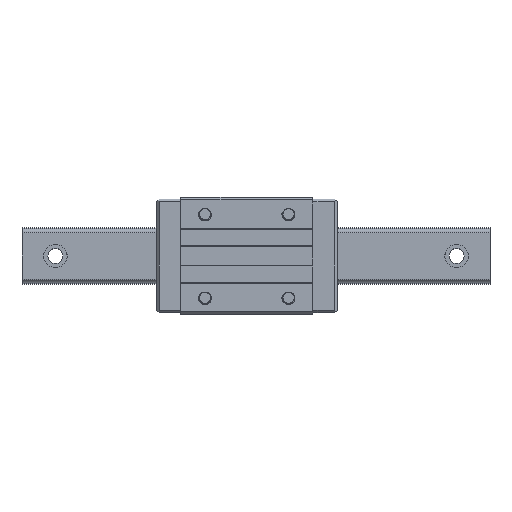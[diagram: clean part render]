
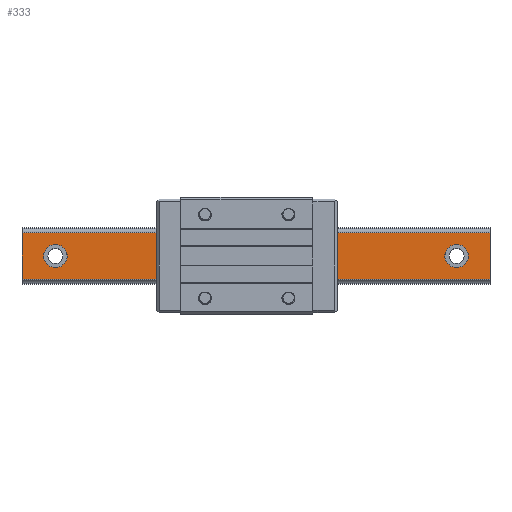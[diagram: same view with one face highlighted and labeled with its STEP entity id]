
A CAD part, top view. The second image highlights one B-rep face of the part: STEP entity #333.
In plain terms, the highlighted planar face has unit normal (0, 0, 1).
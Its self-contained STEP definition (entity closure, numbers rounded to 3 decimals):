
#333=ADVANCED_FACE('',(#1127,#1128,#1129,#1130,#1131),#494,.F.);
#494=PLANE('',#3253);
#742=LINE('',#4374,#941);
#743=LINE('',#4386,#942);
#744=LINE('',#4388,#943);
#745=LINE('',#4390,#944);
#941=VECTOR('',#3577,1.);
#942=VECTOR('',#3590,1.);
#943=VECTOR('',#3591,1.);
#944=VECTOR('',#3592,1.);
#1127=FACE_BOUND('',#1214,.T.);
#1128=FACE_BOUND('',#1215,.T.);
#1129=FACE_BOUND('',#1216,.T.);
#1130=FACE_BOUND('',#1217,.T.);
#1131=FACE_BOUND('',#1218,.T.);
#1214=EDGE_LOOP('',(#1472));
#1215=EDGE_LOOP('',(#1473));
#1216=EDGE_LOOP('',(#1474));
#1217=EDGE_LOOP('',(#1475));
#1218=EDGE_LOOP('',(#1476,#1477,#1478,#1479));
#1472=ORIENTED_EDGE('',*,*,#2693,.T.);
#1473=ORIENTED_EDGE('',*,*,#2694,.T.);
#1474=ORIENTED_EDGE('',*,*,#2695,.T.);
#1475=ORIENTED_EDGE('',*,*,#2696,.T.);
#1476=ORIENTED_EDGE('',*,*,#2697,.T.);
#1477=ORIENTED_EDGE('',*,*,#2698,.F.);
#1478=ORIENTED_EDGE('',*,*,#2699,.F.);
#1479=ORIENTED_EDGE('',*,*,#2691,.T.);
#2348=VERTEX_POINT('',#4373);
#2349=VERTEX_POINT('',#4375);
#2350=VERTEX_POINT('',#4379);
#2351=VERTEX_POINT('',#4381);
#2352=VERTEX_POINT('',#4383);
#2353=VERTEX_POINT('',#4385);
#2354=VERTEX_POINT('',#4387);
#2355=VERTEX_POINT('',#4389);
#2691=EDGE_CURVE('',#2349,#2348,#742,.T.);
#2693=EDGE_CURVE('',#2350,#2350,#3116,.T.);
#2694=EDGE_CURVE('',#2351,#2351,#3117,.T.);
#2695=EDGE_CURVE('',#2352,#2352,#3118,.T.);
#2696=EDGE_CURVE('',#2353,#2353,#3119,.T.);
#2697=EDGE_CURVE('',#2348,#2354,#743,.T.);
#2698=EDGE_CURVE('',#2355,#2354,#744,.T.);
#2699=EDGE_CURVE('',#2349,#2355,#745,.T.);
#3116=CIRCLE('',#3249,7.);
#3117=CIRCLE('',#3250,7.);
#3118=CIRCLE('',#3251,7.);
#3119=CIRCLE('',#3252,7.);
#3249=AXIS2_PLACEMENT_3D('',#4378,#3582,#3583);
#3250=AXIS2_PLACEMENT_3D('',#4380,#3584,#3585);
#3251=AXIS2_PLACEMENT_3D('',#4382,#3586,#3587);
#3252=AXIS2_PLACEMENT_3D('',#4384,#3588,#3589);
#3253=AXIS2_PLACEMENT_3D('',#4391,#3593,#3594);
#3577=DIRECTION('',(-1.,0.,0.));
#3582=DIRECTION('',(0.,0.,-1.));
#3583=DIRECTION('',(-1.,0.,0.));
#3584=DIRECTION('',(0.,0.,-1.));
#3585=DIRECTION('',(-1.,0.,0.));
#3586=DIRECTION('',(0.,0.,-1.));
#3587=DIRECTION('',(-1.,0.,0.));
#3588=DIRECTION('',(0.,0.,-1.));
#3589=DIRECTION('',(-1.,0.,0.));
#3590=DIRECTION('',(0.,-1.,0.));
#3591=DIRECTION('',(-1.,0.,0.));
#3592=DIRECTION('',(0.,-1.,0.));
#3593=DIRECTION('',(0.,0.,-1.));
#3594=DIRECTION('',(-1.,0.,0.));
#4373=CARTESIAN_POINT('',(119.689,-689.519,26.));
#4374=CARTESIAN_POINT('',(334.689,-689.519,26.));
#4375=CARTESIAN_POINT('',(399.689,-689.519,26.));
#4378=CARTESIAN_POINT('',(379.689,-703.537,26.));
#4379=CARTESIAN_POINT('',(372.689,-703.537,26.));
#4380=CARTESIAN_POINT('',(299.689,-703.537,26.));
#4381=CARTESIAN_POINT('',(292.689,-703.537,26.));
#4382=CARTESIAN_POINT('',(219.689,-703.537,26.));
#4383=CARTESIAN_POINT('',(212.689,-703.537,26.));
#4384=CARTESIAN_POINT('',(139.689,-703.537,26.));
#4385=CARTESIAN_POINT('',(132.689,-703.537,26.));
#4386=CARTESIAN_POINT('',(119.689,-689.519,26.));
#4387=CARTESIAN_POINT('',(119.689,-717.555,26.));
#4388=CARTESIAN_POINT('',(334.689,-717.555,26.));
#4389=CARTESIAN_POINT('',(399.689,-717.555,26.));
#4390=CARTESIAN_POINT('',(399.689,-689.519,26.));
#4391=CARTESIAN_POINT('',(334.689,-689.519,26.));
